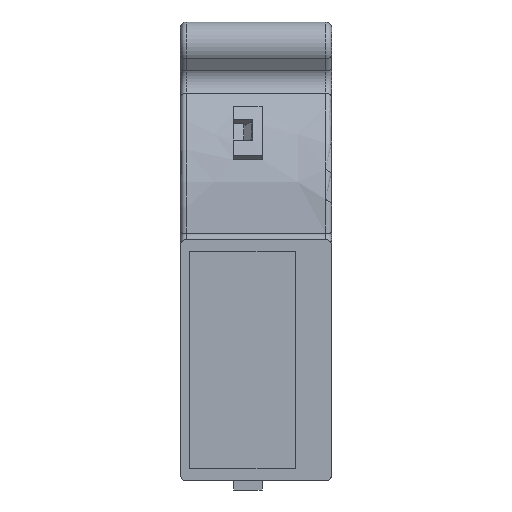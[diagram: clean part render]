
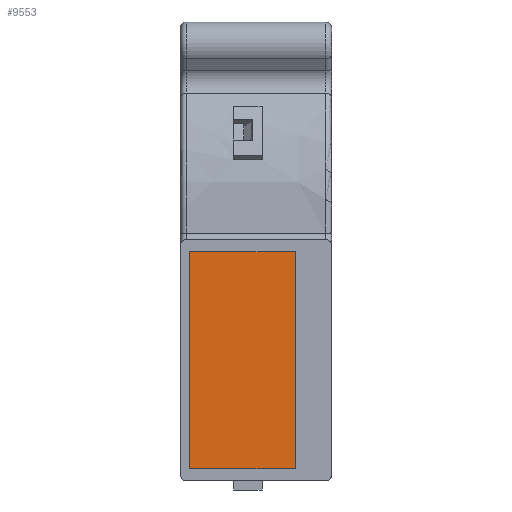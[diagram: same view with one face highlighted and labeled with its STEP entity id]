
A CAD part, left-side view. The second image highlights one B-rep face of the part: STEP entity #9553.
In plain terms, the highlighted planar face has unit normal (-1, 0, 0).
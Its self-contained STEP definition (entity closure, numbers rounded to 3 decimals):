
#2250=DIRECTION('',(0.,1.,0.));
#2251=VECTOR('',#2250,17.5);
#2252=CARTESIAN_POINT('',(-35.85,6.,-39.15));
#2253=LINE('',#2252,#2251);
#2262=DIRECTION('',(0.,0.,1.));
#2263=VECTOR('',#2262,35.9);
#2264=CARTESIAN_POINT('',(-35.85,23.5,-39.15));
#2265=LINE('',#2264,#2263);
#2270=DIRECTION('',(0.,1.,0.));
#2271=VECTOR('',#2270,17.5);
#2272=CARTESIAN_POINT('',(-35.85,6.,-3.25));
#2273=LINE('',#2272,#2271);
#2282=DIRECTION('',(0.,0.,-1.));
#2283=VECTOR('',#2282,35.9);
#2284=CARTESIAN_POINT('',(-35.85,6.,-3.25));
#2285=LINE('',#2284,#2283);
#6577=CARTESIAN_POINT('',(-35.85,6.,-39.15));
#6578=CARTESIAN_POINT('',(-35.85,23.5,-39.15));
#6579=VERTEX_POINT('',#6577);
#6580=VERTEX_POINT('',#6578);
#6581=CARTESIAN_POINT('',(-35.85,23.5,-3.25));
#6582=VERTEX_POINT('',#6581);
#6583=CARTESIAN_POINT('',(-35.85,6.,-3.25));
#6584=VERTEX_POINT('',#6583);
#9539=CARTESIAN_POINT('',(-35.85,3.,-40.15));
#9540=DIRECTION('',(-1.,0.,0.));
#9541=DIRECTION('',(0.,0.,1.));
#9542=AXIS2_PLACEMENT_3D('',#9539,#9540,#9541);
#9543=PLANE('',#9542);
#9544=ORIENTED_EDGE('',*,*,#9529,.T.);
#9546=ORIENTED_EDGE('',*,*,#9545,.T.);
#9548=ORIENTED_EDGE('',*,*,#9547,.F.);
#9550=ORIENTED_EDGE('',*,*,#9549,.T.);
#9551=EDGE_LOOP('',(#9544,#9546,#9548,#9550));
#9552=FACE_OUTER_BOUND('',#9551,.F.);
#9553=ADVANCED_FACE('',(#9552),#9543,.T.);
#9529=EDGE_CURVE('',#6579,#6580,#2253,.T.);
#9545=EDGE_CURVE('',#6580,#6582,#2265,.T.);
#9547=EDGE_CURVE('',#6584,#6582,#2273,.T.);
#9549=EDGE_CURVE('',#6584,#6579,#2285,.T.);
